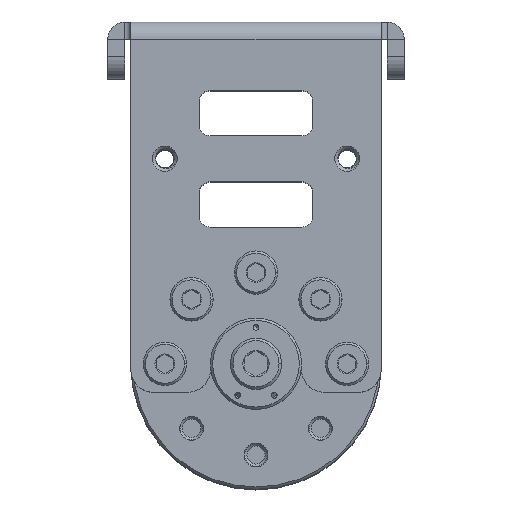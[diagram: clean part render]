
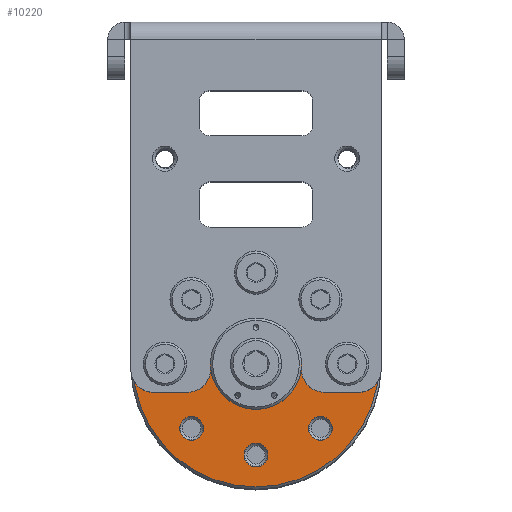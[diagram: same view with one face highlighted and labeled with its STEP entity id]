
A CAD part, top view. The second image highlights one B-rep face of the part: STEP entity #10220.
In plain terms, the highlighted face is planar.
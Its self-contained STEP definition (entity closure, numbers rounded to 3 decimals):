
#2402=FACE_BOUND('',#3233,.T.);
#2403=FACE_BOUND('',#3234,.T.);
#2404=FACE_BOUND('',#3235,.T.);
#2405=FACE_BOUND('',#3236,.T.);
#2406=FACE_BOUND('',#3237,.T.);
#2407=FACE_BOUND('',#3238,.T.);
#2408=FACE_BOUND('',#3239,.T.);
#2409=FACE_BOUND('',#3240,.T.);
#2410=FACE_BOUND('',#3241,.T.);
#2617=FACE_OUTER_BOUND('',#3232,.T.);
#3232=EDGE_LOOP('',(#7445));
#3233=EDGE_LOOP('',(#7446));
#3234=EDGE_LOOP('',(#7447));
#3235=EDGE_LOOP('',(#7448));
#3236=EDGE_LOOP('',(#7449));
#3237=EDGE_LOOP('',(#7450));
#3238=EDGE_LOOP('',(#7451));
#3239=EDGE_LOOP('',(#7452));
#3240=EDGE_LOOP('',(#7453));
#3241=EDGE_LOOP('',(#7454));
#3970=CIRCLE('',#11040,4.);
#3971=CIRCLE('',#11042,10.8);
#3972=CIRCLE('',#11043,1.05);
#3973=CIRCLE('',#11044,1.05);
#3974=CIRCLE('',#11045,1.05);
#3975=CIRCLE('',#11046,1.05);
#3976=CIRCLE('',#11047,1.05);
#3977=CIRCLE('',#11048,1.05);
#3978=CIRCLE('',#11049,1.05);
#3979=CIRCLE('',#11050,1.05);
#4547=VERTEX_POINT('',#16114);
#4548=VERTEX_POINT('',#16118);
#4549=VERTEX_POINT('',#16120);
#4550=VERTEX_POINT('',#16122);
#4551=VERTEX_POINT('',#16124);
#4552=VERTEX_POINT('',#16126);
#4553=VERTEX_POINT('',#16128);
#4554=VERTEX_POINT('',#16130);
#4555=VERTEX_POINT('',#16132);
#4556=VERTEX_POINT('',#16134);
#5663=EDGE_CURVE('',#4547,#4547,#3970,.T.);
#5665=EDGE_CURVE('',#4548,#4548,#3971,.T.);
#5666=EDGE_CURVE('',#4549,#4549,#3972,.T.);
#5667=EDGE_CURVE('',#4550,#4550,#3973,.T.);
#5668=EDGE_CURVE('',#4551,#4551,#3974,.T.);
#5669=EDGE_CURVE('',#4552,#4552,#3975,.T.);
#5670=EDGE_CURVE('',#4553,#4553,#3976,.T.);
#5671=EDGE_CURVE('',#4554,#4554,#3977,.T.);
#5672=EDGE_CURVE('',#4555,#4555,#3978,.T.);
#5673=EDGE_CURVE('',#4556,#4556,#3979,.T.);
#7445=ORIENTED_EDGE('',*,*,#5665,.T.);
#7446=ORIENTED_EDGE('',*,*,#5663,.F.);
#7447=ORIENTED_EDGE('',*,*,#5666,.F.);
#7448=ORIENTED_EDGE('',*,*,#5667,.F.);
#7449=ORIENTED_EDGE('',*,*,#5668,.F.);
#7450=ORIENTED_EDGE('',*,*,#5669,.F.);
#7451=ORIENTED_EDGE('',*,*,#5670,.F.);
#7452=ORIENTED_EDGE('',*,*,#5671,.F.);
#7453=ORIENTED_EDGE('',*,*,#5672,.F.);
#7454=ORIENTED_EDGE('',*,*,#5673,.F.);
#9992=PLANE('',#11041);
#10220=ADVANCED_FACE('',(#2617,#2402,#2403,#2404,#2405,#2406,#2407,#2408,
#2409,#2410),#9992,.F.);
#11040=AXIS2_PLACEMENT_3D('',#16115,#12449,#12450);
#11041=AXIS2_PLACEMENT_3D('',#16117,#12452,#12453);
#11042=AXIS2_PLACEMENT_3D('',#16119,#12454,#12455);
#11043=AXIS2_PLACEMENT_3D('',#16121,#12456,#12457);
#11044=AXIS2_PLACEMENT_3D('',#16123,#12458,#12459);
#11045=AXIS2_PLACEMENT_3D('',#16125,#12460,#12461);
#11046=AXIS2_PLACEMENT_3D('',#16127,#12462,#12463);
#11047=AXIS2_PLACEMENT_3D('',#16129,#12464,#12465);
#11048=AXIS2_PLACEMENT_3D('',#16131,#12466,#12467);
#11049=AXIS2_PLACEMENT_3D('',#16133,#12468,#12469);
#11050=AXIS2_PLACEMENT_3D('',#16135,#12470,#12471);
#12449=DIRECTION('center_axis',(0.,1.,0.));
#12450=DIRECTION('ref_axis',(1.,0.,0.));
#12452=DIRECTION('center_axis',(0.,-1.,0.));
#12453=DIRECTION('ref_axis',(-1.,0.,0.));
#12454=DIRECTION('center_axis',(0.,1.,0.));
#12455=DIRECTION('ref_axis',(-1.,0.,0.));
#12456=DIRECTION('center_axis',(0.,1.,0.));
#12457=DIRECTION('ref_axis',(1.,0.,0.));
#12458=DIRECTION('center_axis',(0.,1.,0.));
#12459=DIRECTION('ref_axis',(1.,0.,0.));
#12460=DIRECTION('center_axis',(0.,1.,0.));
#12461=DIRECTION('ref_axis',(1.,0.,0.));
#12462=DIRECTION('center_axis',(0.,1.,0.));
#12463=DIRECTION('ref_axis',(1.,0.,0.));
#12464=DIRECTION('center_axis',(0.,1.,0.));
#12465=DIRECTION('ref_axis',(1.,0.,0.));
#12466=DIRECTION('center_axis',(0.,1.,0.));
#12467=DIRECTION('ref_axis',(1.,0.,0.));
#12468=DIRECTION('center_axis',(0.,1.,0.));
#12469=DIRECTION('ref_axis',(1.,0.,0.));
#12470=DIRECTION('center_axis',(0.,1.,0.));
#12471=DIRECTION('ref_axis',(1.,0.,0.));
#16114=CARTESIAN_POINT('',(4.,2.,0.));
#16115=CARTESIAN_POINT('Origin',(0.,2.,0.));
#16117=CARTESIAN_POINT('Origin',(0.,2.,0.));
#16118=CARTESIAN_POINT('',(0.,2.,10.8));
#16119=CARTESIAN_POINT('Origin',(0.,2.,0.));
#16120=CARTESIAN_POINT('',(-1.05,2.,-8.));
#16121=CARTESIAN_POINT('Origin',(0.,2.,-8.));
#16122=CARTESIAN_POINT('',(4.607,2.,-5.657));
#16123=CARTESIAN_POINT('Origin',(5.657,2.,-5.657));
#16124=CARTESIAN_POINT('',(6.95,2.,0.));
#16125=CARTESIAN_POINT('Origin',(8.,2.,0.));
#16126=CARTESIAN_POINT('',(4.607,2.,5.657));
#16127=CARTESIAN_POINT('Origin',(5.657,2.,5.657));
#16128=CARTESIAN_POINT('',(-1.05,2.,8.));
#16129=CARTESIAN_POINT('Origin',(0.,2.,8.));
#16130=CARTESIAN_POINT('',(-6.707,2.,5.657));
#16131=CARTESIAN_POINT('Origin',(-5.657,2.,5.657));
#16132=CARTESIAN_POINT('',(-9.05,2.,0.));
#16133=CARTESIAN_POINT('Origin',(-8.,2.,0.));
#16134=CARTESIAN_POINT('',(-6.707,2.,-5.657));
#16135=CARTESIAN_POINT('Origin',(-5.657,2.,-5.657));
